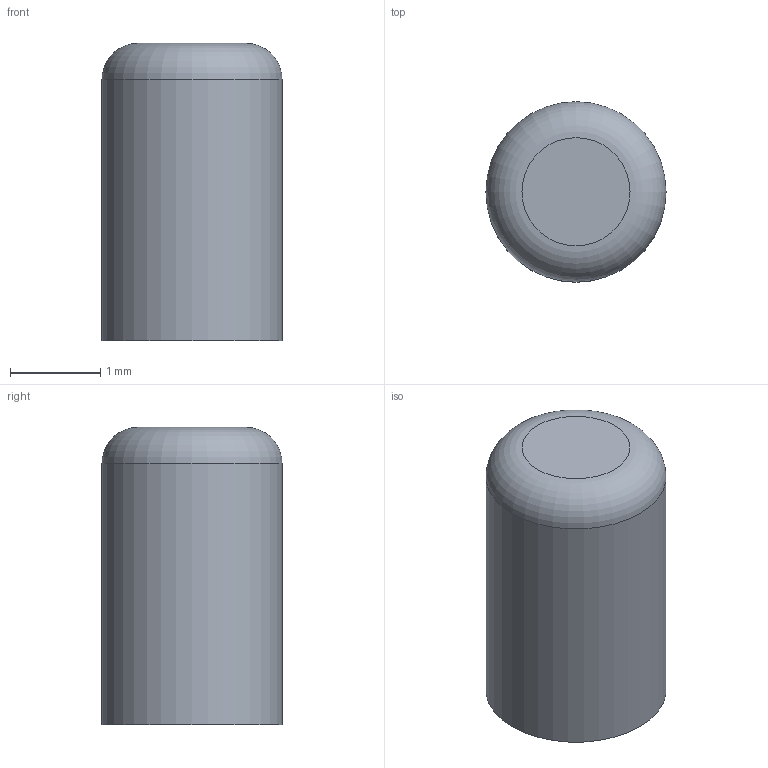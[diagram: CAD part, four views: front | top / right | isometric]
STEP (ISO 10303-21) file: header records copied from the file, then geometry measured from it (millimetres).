
FILE_DESCRIPTION(/* description */ (''),/* implementation_level */ '2;1');
FILE_NAME(/* name */ 'AXIAL10D-TR_2.stp',/* time_stamp */ '2023-09-26T09:52:41+03:00',/* author */ ('Sandman'),/* organization */ (''),/* preprocessor_version */ 'ST-DEVELOPER v18.1',/* originating_system */ 'Autodesk Inventor 2021',/* authorisation */ '');
FILE_SCHEMA (('AUTOMOTIVE_DESIGN { 1 0 10303 214 3 1 1 }'));
Length unit declared in the file: millimetre
Products named in the file (2): diode zener_2; Solid3
Assembly tree (1 placements, depth 2):
  diode zener_2
    Solid3
Bounding box: 2 x 2 x 3.3 mm (x, y, z)
Volume: 10.2 mm3; surface area: 25.9 mm2
Topology: 1 solids, 1 shells, 4 faces, 5 edges, 3 vertices
Faces by surface type: plane 2, torus 1, cylinder 1
Full cylindrical faces by diameter (mm): 2 x1
Entity records: 165 total; most frequent: DIRECTION 23, CARTESIAN_POINT 15, AXIS2_PLACEMENT_3D 11, ORIENTED_EDGE 10, EDGE_CURVE 5, STYLED_ITEM 5, FACE_OUTER_BOUND 4, EDGE_LOOP 4
